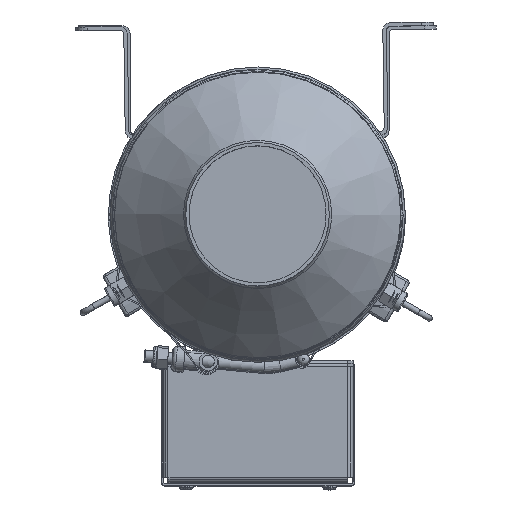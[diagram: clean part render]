
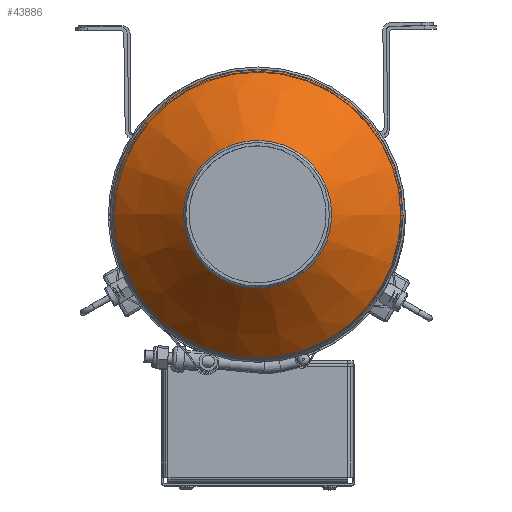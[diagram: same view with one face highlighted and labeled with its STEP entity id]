
A CAD part, top view. The second image highlights one B-rep face of the part: STEP entity #43886.
In plain terms, the highlighted conical face has half-angle 43.668 degrees and reference radius 58.416 mm.
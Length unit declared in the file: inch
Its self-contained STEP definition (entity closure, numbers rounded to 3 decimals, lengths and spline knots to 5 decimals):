
#114=CONICAL_SURFACE('',#48172,2.29984,0.762);
#12502=CIRCLE('',#48171,3.04769);
#12503=CIRCLE('',#48173,1.55199);
#16552=VERTEX_POINT('',#72770);
#16553=VERTEX_POINT('',#72773);
#22774=EDGE_CURVE('',#16552,#16552,#12502,.T.);
#22775=EDGE_CURVE('',#16553,#16553,#12503,.T.);
#34774=ORIENTED_EDGE('',*,*,#22775,.F.);
#34775=ORIENTED_EDGE('',*,*,#22774,.T.);
#38652=EDGE_LOOP('',(#34774));
#38653=EDGE_LOOP('',(#34775));
#41363=FACE_BOUND('',#38652,.T.);
#41364=FACE_BOUND('',#38653,.T.);
#43886=ADVANCED_FACE('',(#41363,#41364),#114,.T.);
#48171=AXIS2_PLACEMENT_3D('',#72769,#59364,#59365);
#48172=AXIS2_PLACEMENT_3D('',#72771,#59366,#59367);
#48173=AXIS2_PLACEMENT_3D('',#72772,#59368,#59369);
#59364=DIRECTION('',(1.,0.,0.));
#59365=DIRECTION('',(0.,3.048,0.));
#59366=DIRECTION('',(-1.,0.,0.));
#59367=DIRECTION('',(0.,2.3,0.));
#59368=DIRECTION('',(1.,0.,0.));
#59369=DIRECTION('',(0.,1.552,0.));
#72769=CARTESIAN_POINT('',(30.53513,12.50287,0.));
#72770=CARTESIAN_POINT('',(30.53545,15.55056,0.));
#72771=CARTESIAN_POINT('',(31.31858,12.50279,0.));
#72772=CARTESIAN_POINT('',(32.10202,12.50271,0.));
#72773=CARTESIAN_POINT('',(32.10218,14.05469,0.));
